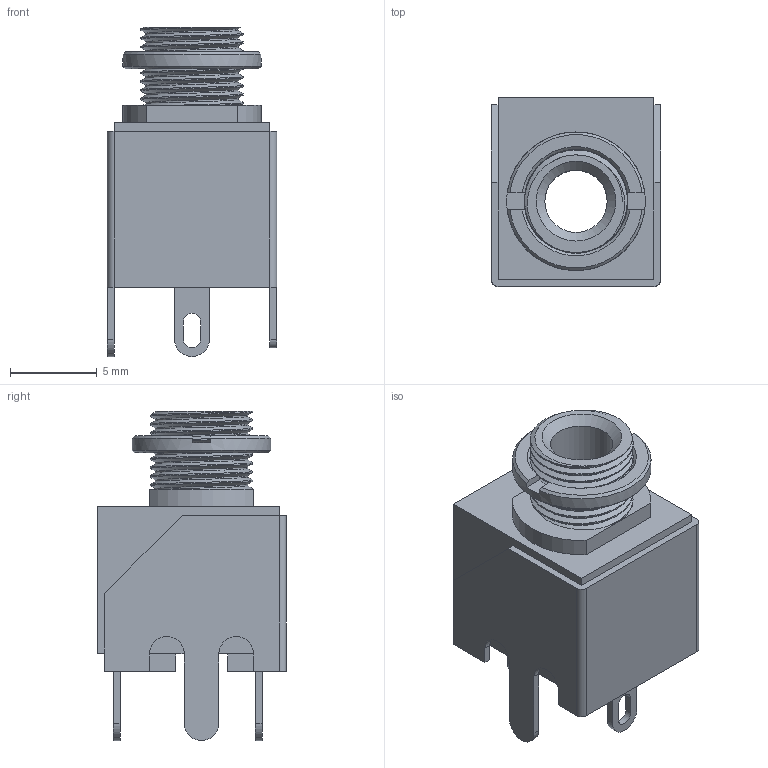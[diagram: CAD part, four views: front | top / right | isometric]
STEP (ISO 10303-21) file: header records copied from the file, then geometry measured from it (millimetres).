
FILE_DESCRIPTION(/* description */ (''),/* implementation_level */ '2;1');
FILE_NAME(/* name */ 'PJ-301Bx.step',/* time_stamp */ '2024-10-27T15:38:26+01:00',/* author */ (''),/* organization */ (''),/* preprocessor_version */ 'ST-DEVELOPER v20',/* originating_system */ 'Autodesk Translation Framework v13.20.0.188',/* authorisation */ '');
FILE_SCHEMA (('AUTOMOTIVE_DESIGN { 1 0 10303 214 3 1 1 }'));
Length unit declared in the file: millimetre
Products named in the file (5): PJ-301Bx; Component1; Component2; Component3; Component4
Assembly tree (4 placements, depth 2):
  PJ-301Bx
    Component1
    Component2
    Component3
    Component4
Bounding box: 9.8 x 10.9 x 19 mm (x, y, z)
Volume: 940.2 mm3; surface area: 1505.3 mm2
Topology: 6 solids, 6 shells, 105 faces, 276 edges, 183 vertices
Faces by surface type: plane 56, cylinder 40, cone 7, bspline 2
Full cylindrical faces by diameter (mm): 3.6 x2, 5.351 x2, 5.927 x4, 6 x1, 8 x1
Entity records: 4734 total; most frequent: CARTESIAN_POINT 2017, ORIENTED_EDGE 552, DIRECTION 507, EDGE_CURVE 276, VERTEX_POINT 183, AXIS2_PLACEMENT_3D 171, LINE 165, VECTOR 165
